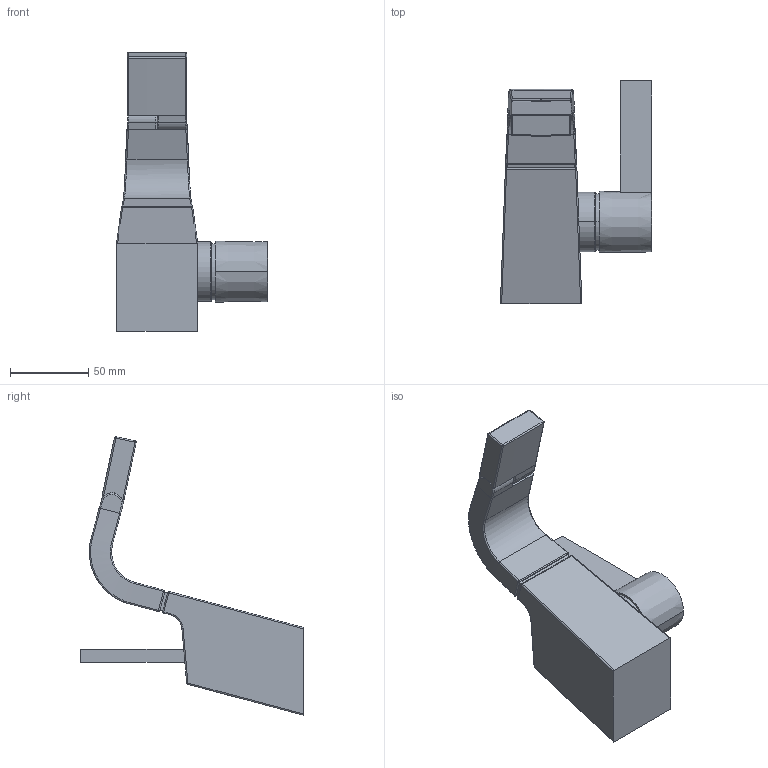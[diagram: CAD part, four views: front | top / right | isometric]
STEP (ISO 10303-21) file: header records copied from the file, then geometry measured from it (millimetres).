
FILE_DESCRIPTION (( 'STEP AP203' ), '1' );
FILE_NAME ('33600705-00.STEP', '2018-07-03T15:02:56', ( '' ), ( '' ), 'SwSTEP 2.0', 'SolidWorks 2017', '' );
FILE_SCHEMA (( 'CONFIG_CONTROL_DESIGN' ));
Length unit declared in the file: millimetre
Products named in the file (7): Planungsmodell_Hebel-+-09.20.87.004-01_-_K1; Planungsmodell_Haube-+-09.28.30.029.90-01_K1; Planungsmodell_Nippel-+-09.24.02.084.90-01_K1; Planungsmodell_Huelse-+-09.23.01.123.90-01_K1; Planungsmodell_Auslauf-+-09.11.70.004.90-01_091170004-00; Planungsmodell_Koerper-+-09.19.70.001.90-01_091970001-00; 33600705-00
Assembly tree (7 placements, depth 2):
  33600705-00
    Planungsmodell_Koerper-+-09.19.70.001.90-01_091970001-00
    Planungsmodell_Hebel-+-09.20.87.004-01_-_K1
    Planungsmodell_Haube-+-09.28.30.029.90-01_K1
    Planungsmodell_Nippel-+-09.24.02.084.90-01_K1  x2
    Planungsmodell_Huelse-+-09.23.01.123.90-01_K1
    Planungsmodell_Auslauf-+-09.11.70.004.90-01_091170004-00
Bounding box: 96.49 x 142.28 x 177.75 mm (x, y, z)
Volume: 359861 mm3; surface area: 57065.1 mm2
Topology: 5 solids, 7 shells, 182 faces, 414 edges, 242 vertices
Faces by surface type: cylinder 65, plane 53, torus 24, sphere 20, bspline 18, cone 2
Entity records: 5803 total; most frequent: CARTESIAN_POINT 1820, DIRECTION 714, ORIENTED_EDGE 658, EDGE_CURVE 329, AXIS2_PLACEMENT_3D 291, VERTEX_POINT 194, EDGE_LOOP 151, ADVANCED_FACE 149
